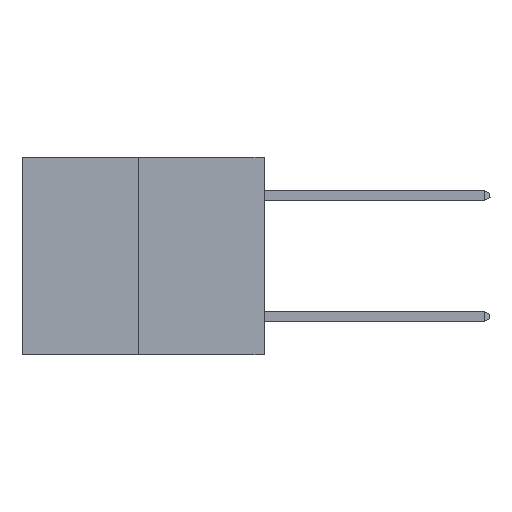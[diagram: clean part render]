
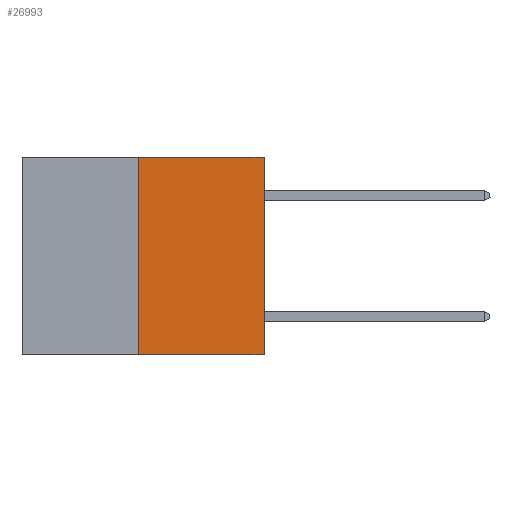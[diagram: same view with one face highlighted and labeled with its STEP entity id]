
A CAD part, left-side view. The second image highlights one B-rep face of the part: STEP entity #26993.
In plain terms, the highlighted planar face has unit normal (-1, 0, 0).
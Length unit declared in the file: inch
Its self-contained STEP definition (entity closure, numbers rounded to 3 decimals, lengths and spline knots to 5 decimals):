
#261 = ORIENTED_EDGE ( 'NONE', *, *, #4430, .F. ) ;
#654 = DIRECTION ( 'NONE',  ( 1., 0., 0. ) ) ;
#718 = VECTOR ( 'NONE', #1700, 39.37008 ) ;
#833 = VERTEX_POINT ( 'NONE', #29056 ) ;
#870 = DIRECTION ( 'NONE',  ( 0., 0., -1. ) ) ;
#1700 = DIRECTION ( 'NONE',  ( 0., 0., 1. ) ) ;
#4430 = EDGE_CURVE ( 'NONE', #5685, #27833, #21565, .T. ) ;
#4472 = EDGE_CURVE ( 'NONE', #833, #27833, #26065, .T. ) ;
#5372 = EDGE_CURVE ( 'NONE', #10922, #833, #21145, .T. ) ;
#5685 = VERTEX_POINT ( 'NONE', #27398 ) ;
#5746 = DIRECTION ( 'NONE',  ( 0., -1., 0. ) ) ;
#6183 = EDGE_LOOP ( 'NONE', ( #17335, #11976, #16606, #261 ) ) ;
#6687 = VECTOR ( 'NONE', #5746, 39.37008 ) ;
#7133 = AXIS2_PLACEMENT_3D ( 'NONE', #29341, #654, #870 ) ;
#7462 = DIRECTION ( 'NONE',  ( 0., 0., 1. ) ) ;
#10922 = VERTEX_POINT ( 'NONE', #11982 ) ;
#11976 = ORIENTED_EDGE ( 'NONE', *, *, #5372, .T. ) ;
#11982 = CARTESIAN_POINT ( 'NONE',  ( 0., 0.312, -0.49 ) ) ;
#12579 = VECTOR ( 'NONE', #27249, 39.37008 ) ;
#13908 = CARTESIAN_POINT ( 'NONE',  ( 0., 0.312, -0.49 ) ) ;
#16008 = CARTESIAN_POINT ( 'NONE',  ( 0., 0., 0. ) ) ;
#16606 = ORIENTED_EDGE ( 'NONE', *, *, #4472, .T. ) ;
#17335 = ORIENTED_EDGE ( 'NONE', *, *, #23255, .F. ) ;
#18527 = VECTOR ( 'NONE', #7462, 39.37008 ) ;
#19976 = CARTESIAN_POINT ( 'NONE',  ( 0., 0.6, 0. ) ) ;
#21145 = LINE ( 'NONE', #24875, #12579 ) ;
#21222 = FACE_OUTER_BOUND ( 'NONE', #6183, .T. ) ;
#21565 = LINE ( 'NONE', #19976, #6687 ) ;
#23255 = EDGE_CURVE ( 'NONE', #10922, #5685, #28540, .T. ) ;
#24875 = CARTESIAN_POINT ( 'NONE',  ( 0., 0.6, -0.49 ) ) ;
#26065 = LINE ( 'NONE', #16008, #718 ) ;
#26977 = PLANE ( 'NONE',  #7133 ) ;
#26993 = ADVANCED_FACE ( 'NONE', ( #21222 ), #26977, .F. ) ;
#27249 = DIRECTION ( 'NONE',  ( 0., -1., 0. ) ) ;
#27398 = CARTESIAN_POINT ( 'NONE',  ( 0., 0.312, 0. ) ) ;
#27833 = VERTEX_POINT ( 'NONE', #30592 ) ;
#28540 = LINE ( 'NONE', #13908, #18527 ) ;
#29056 = CARTESIAN_POINT ( 'NONE',  ( 0., 0., -0.49 ) ) ;
#29341 = CARTESIAN_POINT ( 'NONE',  ( 0., 0.6, 0. ) ) ;
#30592 = CARTESIAN_POINT ( 'NONE',  ( 0., 0., 0. ) ) ;
